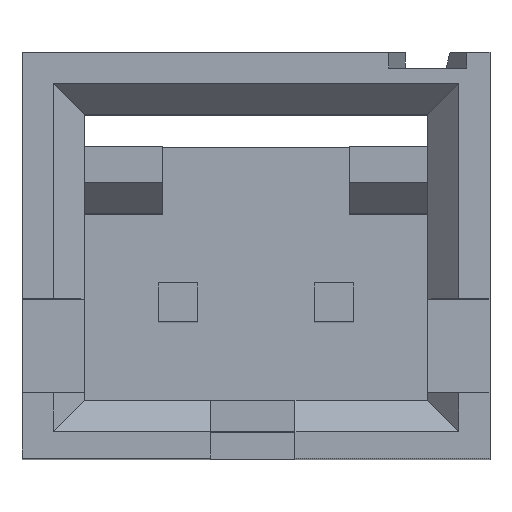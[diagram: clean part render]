
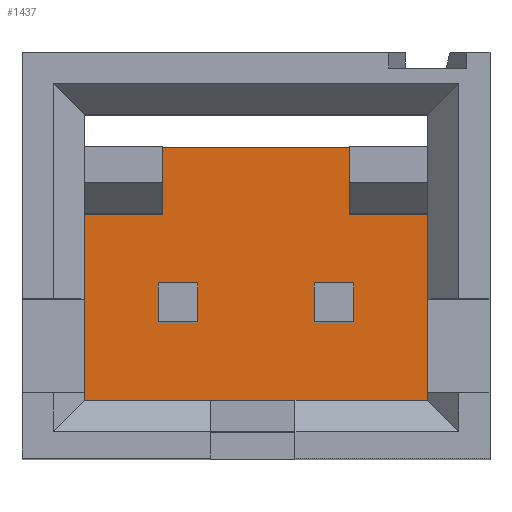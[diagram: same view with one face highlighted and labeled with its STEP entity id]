
A CAD part, top view. The second image highlights one B-rep face of the part: STEP entity #1437.
In plain terms, the highlighted planar face has unit normal (0, 0, 1).
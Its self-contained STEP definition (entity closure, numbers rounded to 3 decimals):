
#288=DIRECTION('',(1.,0.,0.));
#289=VECTOR('',#288,5.588);
#290=CARTESIAN_POINT('',(-2.794,-1.6,-8.89));
#291=LINE('',#290,#289);
#324=DIRECTION('',(0.,-1.,0.));
#325=VECTOR('',#324,3.048);
#326=CARTESIAN_POINT('',(-2.794,1.448,-8.89));
#327=LINE('',#326,#325);
#328=DIRECTION('',(-1.,0.,0.));
#329=VECTOR('',#328,1.27);
#330=CARTESIAN_POINT('',(-1.524,1.448,-8.89));
#331=LINE('',#330,#329);
#332=DIRECTION('',(0.,-1.,0.));
#333=VECTOR('',#332,1.092);
#334=CARTESIAN_POINT('',(-1.524,2.54,-8.89));
#335=LINE('',#334,#333);
#336=DIRECTION('',(0.,1.,0.));
#337=VECTOR('',#336,1.092);
#338=CARTESIAN_POINT('',(1.524,1.448,-8.89));
#339=LINE('',#338,#337);
#340=DIRECTION('',(-1.,0.,0.));
#341=VECTOR('',#340,1.27);
#342=CARTESIAN_POINT('',(2.794,1.448,-8.89));
#343=LINE('',#342,#341);
#344=DIRECTION('',(0.,1.,0.));
#345=VECTOR('',#344,3.048);
#346=CARTESIAN_POINT('',(2.794,-1.6,-8.89));
#347=LINE('',#346,#345);
#348=DIRECTION('',(0.,1.,0.));
#349=VECTOR('',#348,0.635);
#350=CARTESIAN_POINT('',(0.953,-0.318,-8.89));
#351=LINE('',#350,#349);
#352=DIRECTION('',(1.,0.,0.));
#353=VECTOR('',#352,0.635);
#354=CARTESIAN_POINT('',(0.953,-0.318,-8.89));
#355=LINE('',#354,#353);
#356=DIRECTION('',(0.,1.,0.));
#357=VECTOR('',#356,0.635);
#358=CARTESIAN_POINT('',(1.588,-0.318,-8.89));
#359=LINE('',#358,#357);
#360=DIRECTION('',(1.,0.,0.));
#361=VECTOR('',#360,0.635);
#362=CARTESIAN_POINT('',(0.953,0.318,-8.89));
#363=LINE('',#362,#361);
#364=DIRECTION('',(0.,1.,0.));
#365=VECTOR('',#364,0.635);
#366=CARTESIAN_POINT('',(-1.588,-0.318,-8.89));
#367=LINE('',#366,#365);
#368=DIRECTION('',(1.,0.,0.));
#369=VECTOR('',#368,0.635);
#370=CARTESIAN_POINT('',(-1.588,-0.318,-8.89));
#371=LINE('',#370,#369);
#372=DIRECTION('',(0.,1.,0.));
#373=VECTOR('',#372,0.635);
#374=CARTESIAN_POINT('',(-0.953,-0.318,-8.89));
#375=LINE('',#374,#373);
#376=DIRECTION('',(1.,0.,0.));
#377=VECTOR('',#376,0.635);
#378=CARTESIAN_POINT('',(-1.588,0.318,-8.89));
#379=LINE('',#378,#377);
#572=DIRECTION('',(1.,0.,0.));
#573=VECTOR('',#572,3.048);
#574=CARTESIAN_POINT('',(-1.524,2.54,-8.89));
#575=LINE('',#574,#573);
#816=CARTESIAN_POINT('',(-2.794,1.448,-8.89));
#817=CARTESIAN_POINT('',(-2.794,-1.6,-8.89));
#818=VERTEX_POINT('',#816);
#819=VERTEX_POINT('',#817);
#820=CARTESIAN_POINT('',(2.794,-1.6,-8.89));
#821=CARTESIAN_POINT('',(2.794,1.448,-8.89));
#822=VERTEX_POINT('',#820);
#823=VERTEX_POINT('',#821);
#824=CARTESIAN_POINT('',(1.524,1.448,-8.89));
#825=VERTEX_POINT('',#824);
#826=CARTESIAN_POINT('',(-1.524,1.448,-8.89));
#827=VERTEX_POINT('',#826);
#828=CARTESIAN_POINT('',(-1.524,2.54,-8.89));
#829=CARTESIAN_POINT('',(1.524,2.54,-8.89));
#830=VERTEX_POINT('',#828);
#831=VERTEX_POINT('',#829);
#926=CARTESIAN_POINT('',(0.953,-0.318,-8.89));
#927=CARTESIAN_POINT('',(0.953,0.318,-8.89));
#928=VERTEX_POINT('',#926);
#929=VERTEX_POINT('',#927);
#930=CARTESIAN_POINT('',(1.588,-0.318,-8.89));
#931=CARTESIAN_POINT('',(1.588,0.318,-8.89));
#932=VERTEX_POINT('',#930);
#933=VERTEX_POINT('',#931);
#958=CARTESIAN_POINT('',(-1.588,-0.318,-8.89));
#959=CARTESIAN_POINT('',(-1.588,0.318,-8.89));
#960=VERTEX_POINT('',#958);
#961=VERTEX_POINT('',#959);
#962=CARTESIAN_POINT('',(-0.953,-0.318,-8.89));
#963=CARTESIAN_POINT('',(-0.953,0.318,-8.89));
#964=VERTEX_POINT('',#962);
#965=VERTEX_POINT('',#963);
#1396=CARTESIAN_POINT('',(-3.81,0.,-8.89));
#1397=DIRECTION('',(0.,0.,1.));
#1398=DIRECTION('',(1.,0.,0.));
#1399=AXIS2_PLACEMENT_3D('',#1396,#1397,#1398);
#1400=PLANE('',#1399);
#1401=ORIENTED_EDGE('',*,*,#1330,.F.);
#1403=ORIENTED_EDGE('',*,*,#1402,.F.);
#1405=ORIENTED_EDGE('',*,*,#1404,.F.);
#1407=ORIENTED_EDGE('',*,*,#1406,.F.);
#1409=ORIENTED_EDGE('',*,*,#1408,.T.);
#1411=ORIENTED_EDGE('',*,*,#1410,.F.);
#1413=ORIENTED_EDGE('',*,*,#1412,.F.);
#1414=ORIENTED_EDGE('',*,*,#1255,.F.);
#1415=EDGE_LOOP('',(#1401,#1403,#1405,#1407,#1409,#1411,#1413,#1414));
#1416=FACE_OUTER_BOUND('',#1415,.F.);
#1418=ORIENTED_EDGE('',*,*,#1417,.F.);
#1420=ORIENTED_EDGE('',*,*,#1419,.T.);
#1422=ORIENTED_EDGE('',*,*,#1421,.T.);
#1424=ORIENTED_EDGE('',*,*,#1423,.F.);
#1425=EDGE_LOOP('',(#1418,#1420,#1422,#1424));
#1426=FACE_BOUND('',#1425,.F.);
#1428=ORIENTED_EDGE('',*,*,#1427,.F.);
#1430=ORIENTED_EDGE('',*,*,#1429,.T.);
#1432=ORIENTED_EDGE('',*,*,#1431,.T.);
#1434=ORIENTED_EDGE('',*,*,#1433,.F.);
#1435=EDGE_LOOP('',(#1428,#1430,#1432,#1434));
#1436=FACE_BOUND('',#1435,.F.);
#1437=ADVANCED_FACE('',(#1416,#1426,#1436),#1400,.T.);
#1255=EDGE_CURVE('',#822,#823,#347,.T.);
#1330=EDGE_CURVE('',#819,#822,#291,.T.);
#1402=EDGE_CURVE('',#818,#819,#327,.T.);
#1404=EDGE_CURVE('',#827,#818,#331,.T.);
#1406=EDGE_CURVE('',#830,#827,#335,.T.);
#1408=EDGE_CURVE('',#830,#831,#575,.T.);
#1410=EDGE_CURVE('',#825,#831,#339,.T.);
#1412=EDGE_CURVE('',#823,#825,#343,.T.);
#1417=EDGE_CURVE('',#928,#929,#351,.T.);
#1419=EDGE_CURVE('',#928,#932,#355,.T.);
#1421=EDGE_CURVE('',#932,#933,#359,.T.);
#1423=EDGE_CURVE('',#929,#933,#363,.T.);
#1427=EDGE_CURVE('',#960,#961,#367,.T.);
#1429=EDGE_CURVE('',#960,#964,#371,.T.);
#1431=EDGE_CURVE('',#964,#965,#375,.T.);
#1433=EDGE_CURVE('',#961,#965,#379,.T.);
